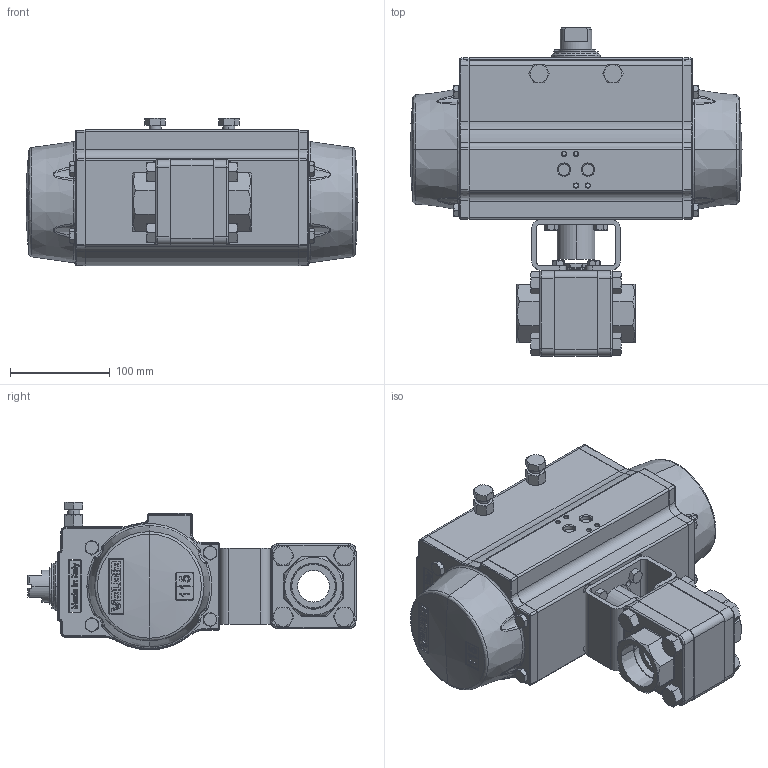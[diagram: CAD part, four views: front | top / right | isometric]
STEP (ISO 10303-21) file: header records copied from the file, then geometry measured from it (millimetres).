
FILE_DESCRIPTION (( 'STEP AP203' ), '1' );
FILE_NAME ('3000R-150-PT_UT-3.5.STEP', '2017-11-03T20:04:52', ( '' ), ( '' ), 'SwSTEP 2.0', 'SolidWorks 2014', '' );
FILE_SCHEMA (( 'CONFIG_CONTROL_DESIGN' ));
Length unit declared in the file: inch
Products named in the file (1): 3000R-150-PT_UT-3.5
Bounding box: 333.18 x 329.31 x 148.44 mm (x, y, z)
Surface area: 315644.7 mm2 (no closed solid volume)
Topology: 0 solids, 43 shells, 1352 faces, 4226 edges, 2827 vertices
Faces by surface type: plane 543, bspline 286, cone 248, cylinder 227, sphere 38, torus 10
Entity records: 67851 total; most frequent: CARTESIAN_POINT 33334, ORIENTED_EDGE 7079, DIRECTION 6521, EDGE_CURVE 4210, VERTEX_POINT 2827, AXIS2_PLACEMENT_3D 2432, LINE 1657, VECTOR 1657
